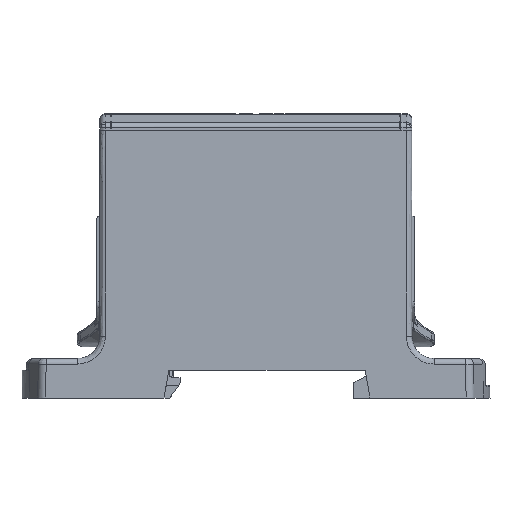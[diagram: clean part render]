
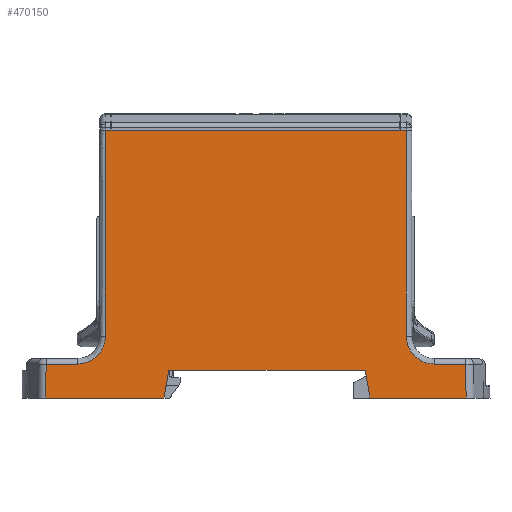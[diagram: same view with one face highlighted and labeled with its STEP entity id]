
A CAD part, top view. The second image highlights one B-rep face of the part: STEP entity #470150.
In plain terms, the highlighted planar face has unit normal (0, 0.009, 1).
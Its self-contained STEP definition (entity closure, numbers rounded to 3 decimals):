
#14220=CARTESIAN_POINT('',(-37.713,0.,
12.419));
#14230=VERTEX_POINT('',#14220);
#14260=CARTESIAN_POINT('',(-16.482,0.,12.419));
#14270=DIRECTION('',(-1.,0.,0.));
#14280=VECTOR('',#14270,1.);
#14290=LINE('',#14260,#14280);
#14300=CARTESIAN_POINT('',(-16.482,0.,
12.419));
#14310=VERTEX_POINT('',#14300);
#14320=EDGE_CURVE('',#14310,#14230,#14290,.T.);
#34460=CARTESIAN_POINT('',(-26.,48.,12.));
#34470=VERTEX_POINT('',#34460);
#34500=CARTESIAN_POINT('',(-26.,48.,12.));
#34510=DIRECTION('',(-1.,0.,0.));
#34520=VECTOR('',#34510,1.);
#34530=LINE('',#34500,#34520);
#34540=CARTESIAN_POINT('',(-27.,48.,12.));
#34550=VERTEX_POINT('',#34540);
#34560=EDGE_CURVE('',#34470,#34550,#34530,.T.);
#43550=CARTESIAN_POINT('',(-37.62,6.047,
12.366));
#43560=DIRECTION('',(-0.015,-1.,
0.009));
#43570=VECTOR('',#43560,1.);
#43580=LINE('',#43550,#43570);
#43590=CARTESIAN_POINT('',(-37.62,6.047,
12.366));
#43600=VERTEX_POINT('',#43590);
#43610=EDGE_CURVE('',#43600,#14230,#43580,.T.);
#52720=CARTESIAN_POINT('',(19.6,5.,12.375));
#52730=VERTEX_POINT('',#52720);
#52760=CARTESIAN_POINT('',(19.6,5.,12.375));
#52770=DIRECTION('',(0.174,-0.985,
0.009));
#52780=VECTOR('',#52770,1.);
#52790=LINE('',#52760,#52780);
#52800=CARTESIAN_POINT('',(19.776,4.,
12.384));
#52810=VERTEX_POINT('',#52800);
#52820=EDGE_CURVE('',#52730,#52810,#52790,.T.);
#54420=CARTESIAN_POINT('',(19.776,4.,
12.384));
#54430=DIRECTION('',(0.174,-0.985,
0.009));
#54440=VECTOR('',#54430,1.);
#54450=LINE('',#54420,#54440);
#54460=CARTESIAN_POINT('',(20.482,0.,
12.419));
#54470=VERTEX_POINT('',#54460);
#54480=EDGE_CURVE('',#52810,#54470,#54450,.T.);
#101630=CARTESIAN_POINT('',(-25.975,48.,12.));
#101640=VERTEX_POINT('',#101630);
#104720=CARTESIAN_POINT('',(25.825,48.,12.));
#104730=VERTEX_POINT('',#104720);
#105310=CARTESIAN_POINT('',(-24.,48.,12.));
#105320=DIRECTION('',(1.,0.,0.));
#105330=VECTOR('',#105320,1.);
#105340=LINE('',#105310,#105330);
#105350=EDGE_CURVE('',#101640,#104730,#105340,.T.);
#432810=CARTESIAN_POINT('',(-24.,0.,12.419));
#432820=DIRECTION('',(-1.,0.,0.));
#432830=VECTOR('',#432820,1.);
#432840=LINE('',#432810,#432830);
#432850=CARTESIAN_POINT('',(37.713,0.,
12.419));
#432860=VERTEX_POINT('',#432850);
#432870=EDGE_CURVE('',#432860,#54470,#432840,.T.);
#449300=CARTESIAN_POINT('',(-31.956,6.096,
12.366));
#449310=VERTEX_POINT('',#449300);
#449400=CARTESIAN_POINT('',(-27.,11.096,12.322));
#449410=VERTEX_POINT('',#449400);
#449440=CARTESIAN_POINT('',(-31.956,6.096,
12.366));
#449450=CARTESIAN_POINT('',(-31.904,6.097,
12.366));
#449460=CARTESIAN_POINT('',(-31.852,6.098,
12.366));
#449470=CARTESIAN_POINT('',(-31.379,6.117,
12.366));
#449480=CARTESIAN_POINT('',(-30.96,6.187,
12.365));
#449490=CARTESIAN_POINT('',(-29.759,6.55,
12.362));
#449500=CARTESIAN_POINT('',(-29.038,6.984,
12.358));
#449510=CARTESIAN_POINT('',(-28.453,7.572,
12.353));
#449520=CARTESIAN_POINT('',(-28.049,7.979,
12.349));
#449530=CARTESIAN_POINT('',(-27.717,8.453,
12.345));
#449540=CARTESIAN_POINT('',(-27.183,9.591,
12.335));
#449550=CARTESIAN_POINT('',(-27.024,10.26,
12.329));
#449560=CARTESIAN_POINT('',(-27.001,10.991,
12.323));
#449570=CARTESIAN_POINT('',(-27.,11.044,
12.323));
#449580=CARTESIAN_POINT('',(-27.,11.096,12.322));
#449590=B_SPLINE_CURVE_WITH_KNOTS('',3,(#449440,#449450,#449460,#449470,
#449480,#449490,#449500,#449510,#449520,#449530,#449540,#449550,#449560,
#449570,#449580),.UNSPECIFIED.,.F.,.F.,(4,2,2,3,2,2,4),(0.,
0.142,1.286,3.519,5.065,
6.904,7.045),.UNSPECIFIED.);
#449600=EDGE_CURVE('',#449310,#449410,#449590,.T.);
#459650=CARTESIAN_POINT('',(-27.,48.,12.));
#459660=CARTESIAN_POINT('',(-27.,47.953,12.));
#459670=CARTESIAN_POINT('',(-27.,47.906,12.001));
#459680=CARTESIAN_POINT('',(-27.,41.755,12.054));
#459690=CARTESIAN_POINT('',(-27.,35.652,12.108));
#459700=CARTESIAN_POINT('',(-27.,23.064,12.218));
#459710=CARTESIAN_POINT('',(-27.,16.58,12.274));
#459720=CARTESIAN_POINT('',(-27.,10.096,12.331));
#459730=B_SPLINE_CURVE_WITH_KNOTS('',3,(#459650,#459660,#459670,#459680,
#459690,#459700,#459710,#459720),.UNSPECIFIED.,.F.,.F.,(4,2,2,4),(0.,
0.141,18.453,37.905),.UNSPECIFIED.);
#459740=EDGE_CURVE('',#34550,#449410,#459730,.T.);
#462340=CARTESIAN_POINT('',(27.,48.,12.));
#462350=DIRECTION('',(-1.,0.,0.));
#462360=VECTOR('',#462350,1.);
#462370=LINE('',#462340,#462360);
#462380=CARTESIAN_POINT('',(27.,48.,12.));
#462390=VERTEX_POINT('',#462380);
#462400=CARTESIAN_POINT('',(26.,48.,12.));
#462410=VERTEX_POINT('',#462400);
#462420=EDGE_CURVE('',#462390,#462410,#462370,.T.);
#467110=CARTESIAN_POINT('',(-24.,6.166,12.365));
#467120=DIRECTION('',(-1.,-0.009,
0.));
#467130=VECTOR('',#467120,1.);
#467140=LINE('',#467110,#467130);
#467150=EDGE_CURVE('',#449310,#43600,#467140,.T.);
#469260=CARTESIAN_POINT('',(-17.716,20.964,
12.236));
#469270=DIRECTION('',(-0.,0.009,1.));
#469280=DIRECTION('',(1.,0.,0.));
#469290=AXIS2_PLACEMENT_3D('',#469260,#469270,#469280);
#469300=PLANE('',#469290);
#469310=CARTESIAN_POINT('',(27.,11.096,
12.322));
#469320=CARTESIAN_POINT('',(27.,11.044,
12.323));
#469330=CARTESIAN_POINT('',(27.001,10.991,
12.323));
#469340=CARTESIAN_POINT('',(27.024,10.26,
12.329));
#469350=CARTESIAN_POINT('',(27.183,9.591,
12.335));
#469360=CARTESIAN_POINT('',(27.717,8.453,
12.345));
#469370=CARTESIAN_POINT('',(28.049,7.979,
12.349));
#469380=CARTESIAN_POINT('',(28.453,7.572,
12.353));
#469390=CARTESIAN_POINT('',(29.038,6.984,
12.358));
#469400=CARTESIAN_POINT('',(29.759,6.55,
12.362));
#469410=CARTESIAN_POINT('',(30.96,6.187,
12.365));
#469420=CARTESIAN_POINT('',(31.379,6.117,
12.366));
#469430=CARTESIAN_POINT('',(31.852,6.098,
12.366));
#469440=CARTESIAN_POINT('',(31.904,6.097,
12.366));
#469450=CARTESIAN_POINT('',(31.956,6.096,
12.366));
#469460=B_SPLINE_CURVE_WITH_KNOTS('',3,(#469310,#469320,#469330,#469340,
#469350,#469360,#469370,#469380,#469390,#469400,#469410,#469420,#469430,
#469440,#469450),.UNSPECIFIED.,.F.,.F.,(4,2,2,3,2,2,4),(0.,
0.142,1.98,3.527,5.76,
6.904,7.045),.UNSPECIFIED.);
#469470=CARTESIAN_POINT('',(27.,11.096,
12.322));
#469480=VERTEX_POINT('',#469470);
#469490=CARTESIAN_POINT('',(31.956,6.096,
12.366));
#469500=VERTEX_POINT('',#469490);
#469510=EDGE_CURVE('',#469480,#469500,#469460,.T.);
#469520=ORIENTED_EDGE('',*,*,#469510,.F.);
#469530=CARTESIAN_POINT('',(-24.,6.585,12.361));
#469540=DIRECTION('',(1.,-0.009,
0.));
#469550=VECTOR('',#469540,1.);
#469560=LINE('',#469530,#469550);
#469570=CARTESIAN_POINT('',(37.62,6.047,
12.366));
#469580=VERTEX_POINT('',#469570);
#469590=EDGE_CURVE('',#469500,#469580,#469560,.T.);
#469600=ORIENTED_EDGE('',*,*,#469590,.F.);
#469610=CARTESIAN_POINT('',(37.713,0.,12.419));
#469620=DIRECTION('',(-0.015,1.,
-0.009));
#469630=VECTOR('',#469620,1.);
#469640=LINE('',#469610,#469630);
#469650=EDGE_CURVE('',#432860,#469580,#469640,.T.);
#469660=ORIENTED_EDGE('',*,*,#469650,.T.);
#469670=ORIENTED_EDGE('',*,*,#432870,.F.);
#469680=ORIENTED_EDGE('',*,*,#54480,.T.);
#469690=ORIENTED_EDGE('',*,*,#52820,.T.);
#469700=CARTESIAN_POINT('',(19.6,5.,12.375));
#469710=DIRECTION('',(-1.,0.,0.));
#469720=VECTOR('',#469710,1.);
#469730=LINE('',#469700,#469720);
#469740=CARTESIAN_POINT('',(-15.6,5.,12.375));
#469750=VERTEX_POINT('',#469740);
#469760=EDGE_CURVE('',#52730,#469750,#469730,.T.);
#469770=ORIENTED_EDGE('',*,*,#469760,.F.);
#469780=CARTESIAN_POINT('',(-13.338,17.829,
12.263));
#469790=DIRECTION('',(0.174,0.985,
-0.009));
#469800=VECTOR('',#469790,1.);
#469810=LINE('',#469780,#469800);
#469820=EDGE_CURVE('',#14310,#469750,#469810,.T.);
#469830=ORIENTED_EDGE('',*,*,#469820,.T.);
#469840=ORIENTED_EDGE('',*,*,#14320,.F.);
#469850=ORIENTED_EDGE('',*,*,#43610,.T.);
#469860=ORIENTED_EDGE('',*,*,#467150,.T.);
#469870=ORIENTED_EDGE('',*,*,#449600,.F.);
#469880=ORIENTED_EDGE('',*,*,#459740,.T.);
#469890=ORIENTED_EDGE('',*,*,#34560,.T.);
#469900=CARTESIAN_POINT('',(26.,48.,12.));
#469910=DIRECTION('',(-1.,0.,0.));
#469920=VECTOR('',#469910,1.);
#469930=LINE('',#469900,#469920);
#469940=EDGE_CURVE('',#101640,#34470,#469930,.T.);
#469950=ORIENTED_EDGE('',*,*,#469940,.T.);
#469960=ORIENTED_EDGE('',*,*,#105350,.F.);
#469970=EDGE_CURVE('',#462410,#104730,#469930,.T.);
#469980=ORIENTED_EDGE('',*,*,#469970,.T.);
#469990=ORIENTED_EDGE('',*,*,#462420,.T.);
#470000=CARTESIAN_POINT('',(27.,48.,12.));
#470010=CARTESIAN_POINT('',(27.,47.953,12.));
#470020=CARTESIAN_POINT('',(27.,47.9,12.001));
#470030=CARTESIAN_POINT('',(27.,41.755,12.054));
#470040=CARTESIAN_POINT('',(27.,35.652,12.108));
#470050=CARTESIAN_POINT('',(27.,23.445,12.214));
#470060=CARTESIAN_POINT('',(27.,17.341,12.268));
#470070=CARTESIAN_POINT('',(27.,11.19,12.321));
#470080=CARTESIAN_POINT('',(27.,11.143,
12.322));
#470090=CARTESIAN_POINT('',(27.,11.096,
12.322));
#470100=B_SPLINE_CURVE_WITH_KNOTS('',3,(#470000,#470010,#470020,#470030,
#470040,#470050,#470060,#470070,#470080,#470090),.UNSPECIFIED.,.F.,.F.,(
4,2,2,2,4),(0.,0.126,18.437,36.748,
36.89),.UNSPECIFIED.);
#470110=EDGE_CURVE('',#462390,#469480,#470100,.T.);
#470120=ORIENTED_EDGE('',*,*,#470110,.F.);
#470130=EDGE_LOOP('',(#470120,#469990,#469980,#469960,#469950,#469890,
#469880,#469870,#469860,#469850,#469840,#469830,#469770,#469690,#469680,
#469670,#469660,#469600,#469520));
#470140=FACE_OUTER_BOUND('',#470130,.T.);
#470150=ADVANCED_FACE('',(#470140),#469300,.T.);
